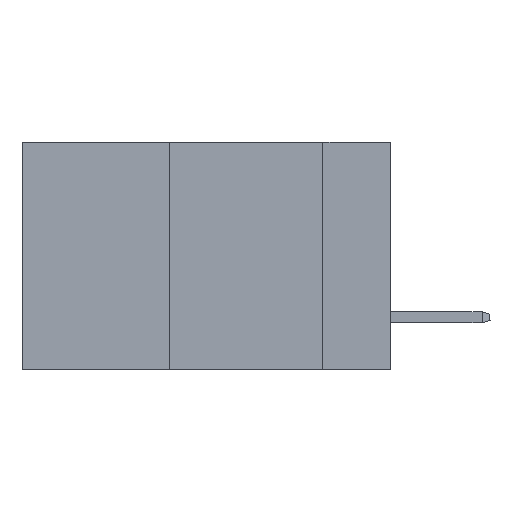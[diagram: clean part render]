
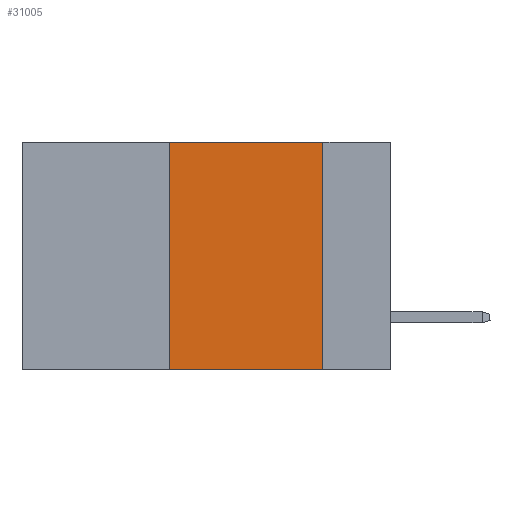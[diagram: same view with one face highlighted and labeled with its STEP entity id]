
A CAD part, left-side view. The second image highlights one B-rep face of the part: STEP entity #31005.
In plain terms, the highlighted planar face has unit normal (-1, 0, 0).
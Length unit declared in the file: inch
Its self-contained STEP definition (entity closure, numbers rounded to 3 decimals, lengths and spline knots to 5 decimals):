
#90 = EDGE_LOOP ( 'NONE', ( #32448, #32527, #26141, #21114 ) ) ;
#1621 = VERTEX_POINT ( 'NONE', #4926 ) ;
#2320 = CARTESIAN_POINT ( 'NONE',  ( 0., 0.11, 0. ) ) ;
#3586 = CARTESIAN_POINT ( 'NONE',  ( 0., 0.11, -0.37 ) ) ;
#3683 = LINE ( 'NONE', #4112, #26154 ) ;
#4112 = CARTESIAN_POINT ( 'NONE',  ( 0., 0.36, 0. ) ) ;
#4926 = CARTESIAN_POINT ( 'NONE',  ( 0., 0.11, 0. ) ) ;
#11300 = EDGE_CURVE ( 'NONE', #38137, #24138, #3683, .T. ) ;
#11473 = VERTEX_POINT ( 'NONE', #3586 ) ;
#13190 = DIRECTION ( 'NONE',  ( 0., -1., 0. ) ) ;
#13207 = LINE ( 'NONE', #31207, #21289 ) ;
#15079 = VECTOR ( 'NONE', #39111, 39.37008 ) ;
#15853 = DIRECTION ( 'NONE',  ( 1., 0., 0. ) ) ;
#17787 = DIRECTION ( 'NONE',  ( 0., 0., -1. ) ) ;
#19263 = VECTOR ( 'NONE', #17787, 39.37008 ) ;
#21005 = EDGE_CURVE ( 'NONE', #38137, #11473, #13207, .T. ) ;
#21114 = ORIENTED_EDGE ( 'NONE', *, *, #21005, .T. ) ;
#21289 = VECTOR ( 'NONE', #13190, 39.37008 ) ;
#21821 = CARTESIAN_POINT ( 'NONE',  ( 0., 0.6, 0. ) ) ;
#23535 = EDGE_CURVE ( 'NONE', #1621, #11473, #27260, .T. ) ;
#24138 = VERTEX_POINT ( 'NONE', #29535 ) ;
#24267 = CARTESIAN_POINT ( 'NONE',  ( 0., 0.6, 0. ) ) ;
#25514 = DIRECTION ( 'NONE',  ( 0., 0., 1. ) ) ;
#26015 = CARTESIAN_POINT ( 'NONE',  ( 0., 0.36, -0.37 ) ) ;
#26141 = ORIENTED_EDGE ( 'NONE', *, *, #11300, .F. ) ;
#26154 = VECTOR ( 'NONE', #25514, 39.37008 ) ;
#27260 = LINE ( 'NONE', #2320, #19263 ) ;
#27852 = PLANE ( 'NONE',  #30780 ) ;
#29535 = CARTESIAN_POINT ( 'NONE',  ( 0., 0.36, 0. ) ) ;
#30780 = AXIS2_PLACEMENT_3D ( 'NONE', #21821, #15853, #36837 ) ;
#31005 = ADVANCED_FACE ( 'NONE', ( #35572 ), #27852, .F. ) ;
#31207 = CARTESIAN_POINT ( 'NONE',  ( 0., 0.6, -0.37 ) ) ;
#32448 = ORIENTED_EDGE ( 'NONE', *, *, #23535, .F. ) ;
#32527 = ORIENTED_EDGE ( 'NONE', *, *, #35521, .F. ) ;
#35521 = EDGE_CURVE ( 'NONE', #24138, #1621, #38073, .T. ) ;
#35572 = FACE_OUTER_BOUND ( 'NONE', #90, .T. ) ;
#36837 = DIRECTION ( 'NONE',  ( 0., 0., -1. ) ) ;
#38073 = LINE ( 'NONE', #24267, #15079 ) ;
#38137 = VERTEX_POINT ( 'NONE', #26015 ) ;
#39111 = DIRECTION ( 'NONE',  ( 0., -1., 0. ) ) ;
